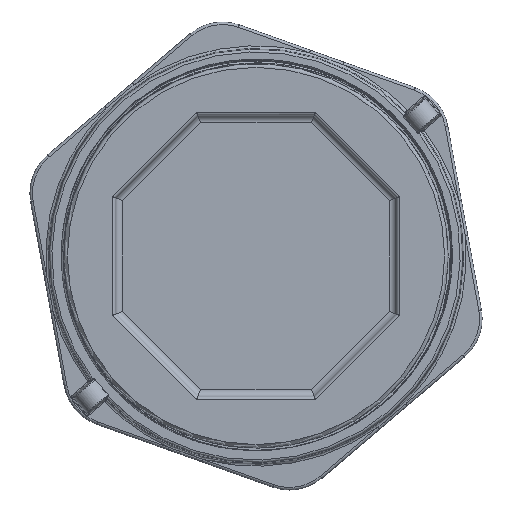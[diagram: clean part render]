
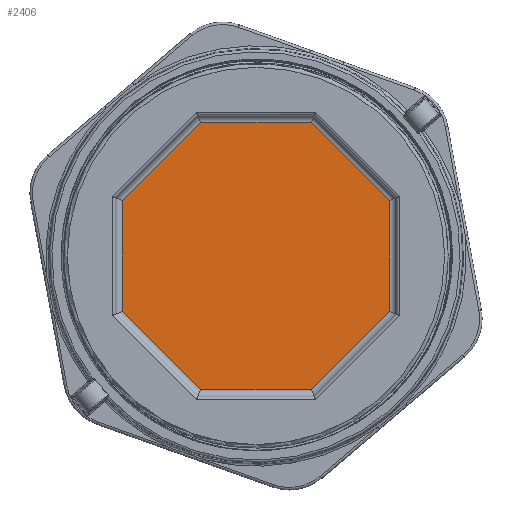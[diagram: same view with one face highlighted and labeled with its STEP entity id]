
A CAD part, front view. The second image highlights one B-rep face of the part: STEP entity #2406.
In plain terms, the highlighted planar face has unit normal (0, -1, 0).
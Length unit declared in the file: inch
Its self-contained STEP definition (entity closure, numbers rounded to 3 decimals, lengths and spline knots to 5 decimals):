
#347=FACE_OUTER_BOUND($,#519,.T.);
#519=EDGE_LOOP($,(#1686,#1687,#1688,#1689,#1690,#1691,#1692,#1693));
#679=LINE($,#7791,#793);
#681=LINE($,#7797,#795);
#683=LINE($,#7803,#797);
#685=LINE($,#7809,#799);
#687=LINE($,#7815,#801);
#689=LINE($,#7821,#803);
#691=LINE($,#7827,#805);
#693=LINE($,#7831,#807);
#793=VECTOR($,#2876,1.30477);
#795=VECTOR($,#2882,1.30477);
#797=VECTOR($,#2888,1.30477);
#799=VECTOR($,#2894,1.30477);
#801=VECTOR($,#2900,1.30477);
#803=VECTOR($,#2906,1.30477);
#805=VECTOR($,#2912,1.30477);
#807=VECTOR($,#2918,1.30477);
#1021=VERTEX_POINT($,#7788);
#1022=VERTEX_POINT($,#7790);
#1024=VERTEX_POINT($,#7796);
#1026=VERTEX_POINT($,#7802);
#1028=VERTEX_POINT($,#7808);
#1030=VERTEX_POINT($,#7814);
#1032=VERTEX_POINT($,#7820);
#1034=VERTEX_POINT($,#7826);
#1253=EDGE_CURVE($,#1021,#1022,#679,.T.);
#1256=EDGE_CURVE($,#1022,#1024,#681,.T.);
#1259=EDGE_CURVE($,#1024,#1026,#683,.T.);
#1262=EDGE_CURVE($,#1026,#1028,#685,.T.);
#1265=EDGE_CURVE($,#1028,#1030,#687,.T.);
#1268=EDGE_CURVE($,#1030,#1032,#689,.T.);
#1271=EDGE_CURVE($,#1032,#1034,#691,.T.);
#1274=EDGE_CURVE($,#1034,#1021,#693,.T.);
#1686=ORIENTED_EDGE($,*,*,#1253,.F.);
#1687=ORIENTED_EDGE($,*,*,#1274,.F.);
#1688=ORIENTED_EDGE($,*,*,#1271,.F.);
#1689=ORIENTED_EDGE($,*,*,#1268,.F.);
#1690=ORIENTED_EDGE($,*,*,#1265,.F.);
#1691=ORIENTED_EDGE($,*,*,#1262,.F.);
#1692=ORIENTED_EDGE($,*,*,#1259,.F.);
#1693=ORIENTED_EDGE($,*,*,#1256,.F.);
#2355=PLANE($,#2594);
#2406=ADVANCED_FACE($,(#347),#2355,.F.);
#2594=AXIS2_PLACEMENT_3D($,#7850,#2936,#2937);
#2876=DIRECTION($,(-0.707,0.,-0.707));
#2882=DIRECTION($,(-1.,0.,0.));
#2888=DIRECTION($,(-0.707,0.,0.707));
#2894=DIRECTION($,(0.,0.,1.));
#2900=DIRECTION($,(0.707,0.,0.707));
#2906=DIRECTION($,(1.,0.,0.));
#2912=DIRECTION($,(0.707,0.,-0.707));
#2918=DIRECTION($,(0.,0.,-1.));
#2936=DIRECTION('center_axis',(0.,1.,0.));
#2937=DIRECTION('ref_axis',(0.,0.,1.));
#7788=CARTESIAN_POINT('',(1.575,0.39,-0.65239));
#7790=CARTESIAN_POINT('',(0.65239,0.39,-1.575));
#7791=CARTESIAN_POINT($,(1.575,0.39,-0.65239));
#7796=CARTESIAN_POINT('',(-0.65239,0.39,-1.575));
#7797=CARTESIAN_POINT($,(0.65239,0.39,-1.575));
#7802=CARTESIAN_POINT('',(-1.575,0.39,-0.65239));
#7803=CARTESIAN_POINT($,(-0.65239,0.39,-1.575));
#7808=CARTESIAN_POINT('',(-1.575,0.39,0.65239));
#7809=CARTESIAN_POINT($,(-1.575,0.39,-0.65239));
#7814=CARTESIAN_POINT('',(-0.65239,0.39,1.575));
#7815=CARTESIAN_POINT($,(-1.575,0.39,0.65239));
#7820=CARTESIAN_POINT('',(0.65239,0.39,1.575));
#7821=CARTESIAN_POINT($,(-0.65239,0.39,1.575));
#7826=CARTESIAN_POINT('',(1.575,0.39,0.65239));
#7827=CARTESIAN_POINT($,(0.65239,0.39,1.575));
#7831=CARTESIAN_POINT($,(1.575,0.39,0.65239));
#7850=CARTESIAN_POINT('Origin',(0.,0.39,0.));
